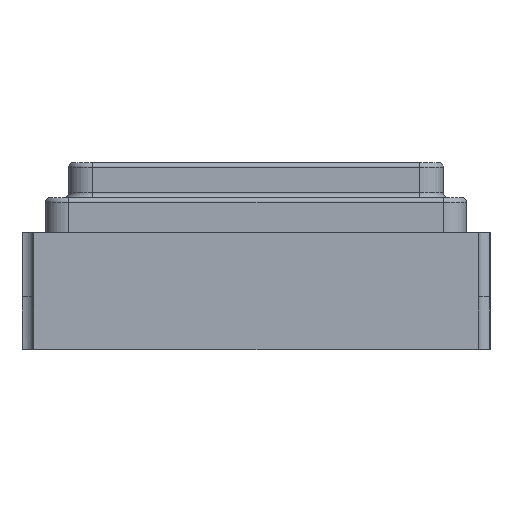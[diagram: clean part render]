
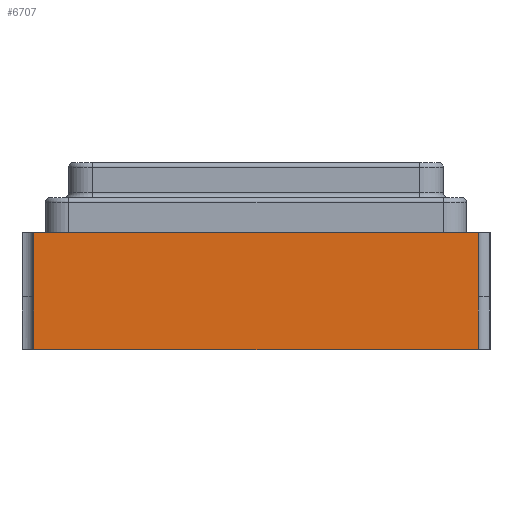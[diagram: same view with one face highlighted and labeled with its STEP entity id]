
A CAD part, left-side view. The second image highlights one B-rep face of the part: STEP entity #6707.
In plain terms, the highlighted planar face has unit normal (-1, 0, 0).
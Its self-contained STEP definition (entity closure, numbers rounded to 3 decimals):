
#30 = VECTOR ( 'NONE', #7413, 1000. ) ;
#69 = CARTESIAN_POINT ( 'NONE',  ( -1.25, -0.949, -0.274 ) ) ;
#124 = EDGE_CURVE ( 'NONE', #17232, #12712, #5444, .T. ) ;
#423 = CARTESIAN_POINT ( 'NONE',  ( -1.25, 0.949, -0.274 ) ) ;
#544 = CARTESIAN_POINT ( 'NONE',  ( -1.25, -0.95, -0.5 ) ) ;
#1155 = CARTESIAN_POINT ( 'NONE',  ( -1.25, -0.949, -0.274 ) ) ;
#1581 = LINE ( 'NONE', #69, #16867 ) ;
#1649 = ORIENTED_EDGE ( 'NONE', *, *, #7218, .T. ) ;
#1850 = CARTESIAN_POINT ( 'NONE',  ( -1.25, 0.95, 0.3 ) ) ;
#1978 = ORIENTED_EDGE ( 'NONE', *, *, #8947, .F. ) ;
#2172 = VERTEX_POINT ( 'NONE', #13041 ) ;
#2329 = VECTOR ( 'NONE', #14803, 1000. ) ;
#2411 = ORIENTED_EDGE ( 'NONE', *, *, #21080, .F. ) ;
#2609 = EDGE_CURVE ( 'NONE', #16531, #19632, #9929, .T. ) ;
#2782 = LINE ( 'NONE', #1155, #4938 ) ;
#2896 = LINE ( 'NONE', #15769, #16034 ) ;
#2937 = ORIENTED_EDGE ( 'NONE', *, *, #14010, .F. ) ;
#3010 = DIRECTION ( 'NONE',  ( 0., -1., 0. ) ) ;
#3110 = VERTEX_POINT ( 'NONE', #4253 ) ;
#3357 = VERTEX_POINT ( 'NONE', #6027 ) ;
#3481 = ORIENTED_EDGE ( 'NONE', *, *, #7775, .F. ) ;
#3550 = LINE ( 'NONE', #1850, #2329 ) ;
#3937 = VERTEX_POINT ( 'NONE', #5973 ) ;
#4153 = LINE ( 'NONE', #18564, #9641 ) ;
#4253 = CARTESIAN_POINT ( 'NONE',  ( -1.25, -0.949, -0.499 ) ) ;
#4630 = FACE_OUTER_BOUND ( 'NONE', #21088, .T. ) ;
#4938 = VECTOR ( 'NONE', #14127, 1000. ) ;
#5444 = LINE ( 'NONE', #7016, #8410 ) ;
#5623 = LINE ( 'NONE', #12092, #30 ) ;
#5762 = DIRECTION ( 'NONE',  ( 0., -1., 0. ) ) ;
#5922 = VERTEX_POINT ( 'NONE', #18372 ) ;
#5973 = CARTESIAN_POINT ( 'NONE',  ( -1.25, -0.949, -0.274 ) ) ;
#6027 = CARTESIAN_POINT ( 'NONE',  ( -1.25, 0.95, -0.5 ) ) ;
#6096 = LINE ( 'NONE', #12561, #16731 ) ;
#6707 = ADVANCED_FACE ( 'NONE', ( #4630 ), #14258, .T. ) ;
#7016 = CARTESIAN_POINT ( 'NONE',  ( -1.25, 0.949, -0.499 ) ) ;
#7213 = CARTESIAN_POINT ( 'NONE',  ( -1.25, -0.949, -0.499 ) ) ;
#7218 = EDGE_CURVE ( 'NONE', #5922, #3110, #12102, .T. ) ;
#7413 = DIRECTION ( 'NONE',  ( 0., -1., 0. ) ) ;
#7768 = CARTESIAN_POINT ( 'NONE',  ( -1.25, 1., -0.5 ) ) ;
#7775 = EDGE_CURVE ( 'NONE', #3357, #12712, #3550, .T. ) ;
#8041 = CARTESIAN_POINT ( 'NONE',  ( -1.25, 0.95, 0.3 ) ) ;
#8184 = EDGE_CURVE ( 'NONE', #3357, #8485, #15744, .T. ) ;
#8410 = VECTOR ( 'NONE', #10298, 1000. ) ;
#8485 = VERTEX_POINT ( 'NONE', #544 ) ;
#8746 = DIRECTION ( 'NONE',  ( 0., 0., -1. ) ) ;
#8856 = EDGE_CURVE ( 'NONE', #10171, #17232, #16725, .T. ) ;
#8947 = EDGE_CURVE ( 'NONE', #2172, #3937, #1581, .T. ) ;
#9641 = VECTOR ( 'NONE', #18665, 1000. ) ;
#9699 = VECTOR ( 'NONE', #8746, 1000. ) ;
#9736 = VECTOR ( 'NONE', #5762, 1000. ) ;
#9929 = LINE ( 'NONE', #8041, #13900 ) ;
#10171 = VERTEX_POINT ( 'NONE', #14753 ) ;
#10298 = DIRECTION ( 'NONE',  ( 0., 1., 0. ) ) ;
#10456 = CARTESIAN_POINT ( 'NONE',  ( -1.25, -0.95, 0. ) ) ;
#10649 = CARTESIAN_POINT ( 'NONE',  ( -1.25, 0.949, -0.499 ) ) ;
#12092 = CARTESIAN_POINT ( 'NONE',  ( -1.25, 1., 0. ) ) ;
#12102 = LINE ( 'NONE', #7213, #17983 ) ;
#12366 = EDGE_CURVE ( 'NONE', #19632, #20705, #5623, .T. ) ;
#12471 = DIRECTION ( 'NONE',  ( -1., 0., 0. ) ) ;
#12561 = CARTESIAN_POINT ( 'NONE',  ( -1.25, -0.95, 0.3 ) ) ;
#12712 = VERTEX_POINT ( 'NONE', #17909 ) ;
#12863 = DIRECTION ( 'NONE',  ( 0., 1., 0. ) ) ;
#13041 = CARTESIAN_POINT ( 'NONE',  ( -1.25, -0.95, -0.274 ) ) ;
#13408 = ORIENTED_EDGE ( 'NONE', *, *, #12366, .F. ) ;
#13698 = ORIENTED_EDGE ( 'NONE', *, *, #8184, .T. ) ;
#13900 = VECTOR ( 'NONE', #17608, 1000. ) ;
#14010 = EDGE_CURVE ( 'NONE', #10171, #16531, #2896, .T. ) ;
#14050 = EDGE_CURVE ( 'NONE', #20705, #2172, #6096, .T. ) ;
#14127 = DIRECTION ( 'NONE',  ( 0., 0., -1. ) ) ;
#14258 = PLANE ( 'NONE',  #14519 ) ;
#14350 = DIRECTION ( 'NONE',  ( 0., 0., -1. ) ) ;
#14519 = AXIS2_PLACEMENT_3D ( 'NONE', #19348, #12471, #3010 ) ;
#14753 = CARTESIAN_POINT ( 'NONE',  ( -1.25, 0.949, -0.274 ) ) ;
#14803 = DIRECTION ( 'NONE',  ( 0., 0., 1. ) ) ;
#15744 = LINE ( 'NONE', #7768, #9736 ) ;
#15769 = CARTESIAN_POINT ( 'NONE',  ( -1.25, 0.949, -0.274 ) ) ;
#16034 = VECTOR ( 'NONE', #19427, 1000. ) ;
#16289 = CARTESIAN_POINT ( 'NONE',  ( -1.25, 0.95, -0.274 ) ) ;
#16531 = VERTEX_POINT ( 'NONE', #16289 ) ;
#16725 = LINE ( 'NONE', #423, #9699 ) ;
#16731 = VECTOR ( 'NONE', #14350, 1000. ) ;
#16867 = VECTOR ( 'NONE', #12863, 1000. ) ;
#17012 = ORIENTED_EDGE ( 'NONE', *, *, #124, .T. ) ;
#17232 = VERTEX_POINT ( 'NONE', #10649 ) ;
#17312 = ORIENTED_EDGE ( 'NONE', *, *, #14050, .F. ) ;
#17608 = DIRECTION ( 'NONE',  ( 0., 0., 1. ) ) ;
#17783 = ORIENTED_EDGE ( 'NONE', *, *, #20530, .F. ) ;
#17909 = CARTESIAN_POINT ( 'NONE',  ( -1.25, 0.95, -0.499 ) ) ;
#17983 = VECTOR ( 'NONE', #20336, 1000. ) ;
#18235 = ORIENTED_EDGE ( 'NONE', *, *, #2609, .F. ) ;
#18372 = CARTESIAN_POINT ( 'NONE',  ( -1.25, -0.95, -0.499 ) ) ;
#18564 = CARTESIAN_POINT ( 'NONE',  ( -1.25, -0.95, 0.3 ) ) ;
#18665 = DIRECTION ( 'NONE',  ( 0., 0., -1. ) ) ;
#19348 = CARTESIAN_POINT ( 'NONE',  ( -1.25, 1., -0.5 ) ) ;
#19405 = ORIENTED_EDGE ( 'NONE', *, *, #8856, .T. ) ;
#19427 = DIRECTION ( 'NONE',  ( 0., 1., 0. ) ) ;
#19632 = VERTEX_POINT ( 'NONE', #20167 ) ;
#20167 = CARTESIAN_POINT ( 'NONE',  ( -1.25, 0.95, 0. ) ) ;
#20336 = DIRECTION ( 'NONE',  ( 0., 1., 0. ) ) ;
#20530 = EDGE_CURVE ( 'NONE', #5922, #8485, #4153, .T. ) ;
#20705 = VERTEX_POINT ( 'NONE', #10456 ) ;
#21080 = EDGE_CURVE ( 'NONE', #3937, #3110, #2782, .T. ) ;
#21088 = EDGE_LOOP ( 'NONE', ( #2411, #1978, #17312, #13408, #18235, #2937, #19405, #17012, #3481, #13698, #17783, #1649 ) ) ;
